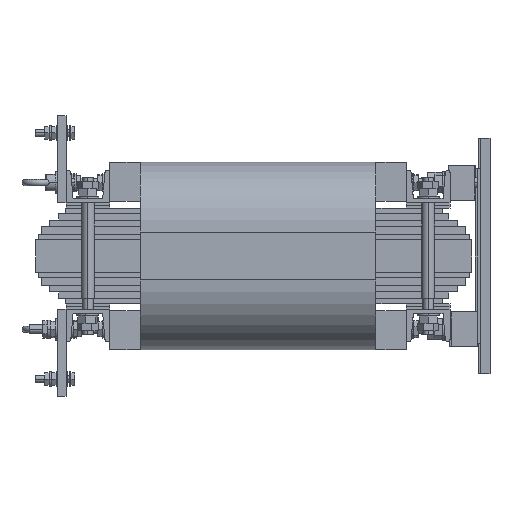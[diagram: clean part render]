
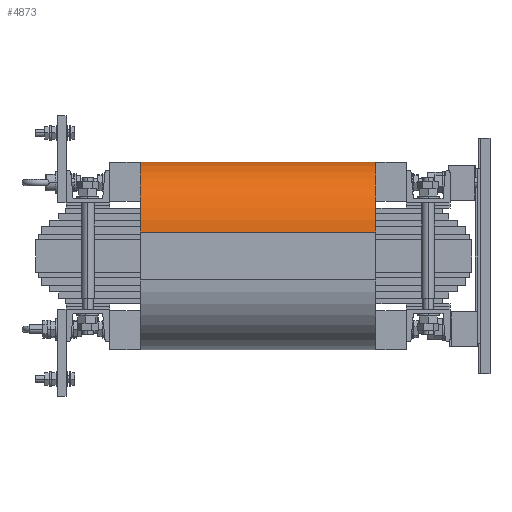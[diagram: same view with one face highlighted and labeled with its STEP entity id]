
A CAD part, left-side view. The second image highlights one B-rep face of the part: STEP entity #4873.
In plain terms, the highlighted cylindrical face has radius 80 mm (diameter 160 mm), a partial arc.
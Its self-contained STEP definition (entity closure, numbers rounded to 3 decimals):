
#4544=CARTESIAN_POINT('',(-22.5,-27.5,0.));
#4545=DIRECTION('',(0.,0.,-1.));
#4546=DIRECTION('',(0.,-1.,0.));
#4547=AXIS2_PLACEMENT_3D('',#4544,#4545,#4546);
#4573=DIRECTION('',(0.,0.,-1.));
#4574=VECTOR('',#4573,270.);
#4575=CARTESIAN_POINT('',(-22.5,-107.5,270.));
#4576=LINE('',#4575,#4574);
#4577=DIRECTION('',(0.,0.,-1.));
#4578=VECTOR('',#4577,270.);
#4579=CARTESIAN_POINT('',(-102.5,-27.5,270.));
#4580=LINE('',#4579,#4578);
#4610=CARTESIAN_POINT('',(-22.5,-27.5,270.));
#4611=DIRECTION('',(0.,0.,1.));
#4612=DIRECTION('',(-1.,0.,0.));
#4613=AXIS2_PLACEMENT_3D('',#4610,#4611,#4612);
#4733=CARTESIAN_POINT('',(-22.5,-107.5,0.));
#4734=CARTESIAN_POINT('',(-102.5,-27.5,0.));
#4735=VERTEX_POINT('',#4733);
#4736=VERTEX_POINT('',#4734);
#4737=CARTESIAN_POINT('',(-102.5,-27.5,270.));
#4738=VERTEX_POINT('',#4737);
#4739=CARTESIAN_POINT('',(-22.5,-107.5,270.));
#4740=VERTEX_POINT('',#4739);
#4860=CARTESIAN_POINT('',(-22.5,-27.5,621.972));
#4861=DIRECTION('',(0.,0.,-1.));
#4862=DIRECTION('',(0.,-1.,0.));
#4863=AXIS2_PLACEMENT_3D('',#4860,#4861,#4862);
#4864=CYLINDRICAL_SURFACE('',#4863,80.);
#4865=ORIENTED_EDGE('',*,*,#4806,.T.);
#4867=ORIENTED_EDGE('',*,*,#4866,.F.);
#4869=ORIENTED_EDGE('',*,*,#4868,.T.);
#4870=ORIENTED_EDGE('',*,*,#4853,.T.);
#4871=EDGE_LOOP('',(#4865,#4867,#4869,#4870));
#4872=FACE_OUTER_BOUND('',#4871,.F.);
#4548=CIRCLE('',#4547,80.);
#4614=CIRCLE('',#4613,80.);
#4806=EDGE_CURVE('',#4735,#4736,#4548,.T.);
#4853=EDGE_CURVE('',#4740,#4735,#4576,.T.);
#4866=EDGE_CURVE('',#4738,#4736,#4580,.T.);
#4868=EDGE_CURVE('',#4738,#4740,#4614,.T.);
#4873=ADVANCED_FACE('',(#4872),#4864,.T.);
